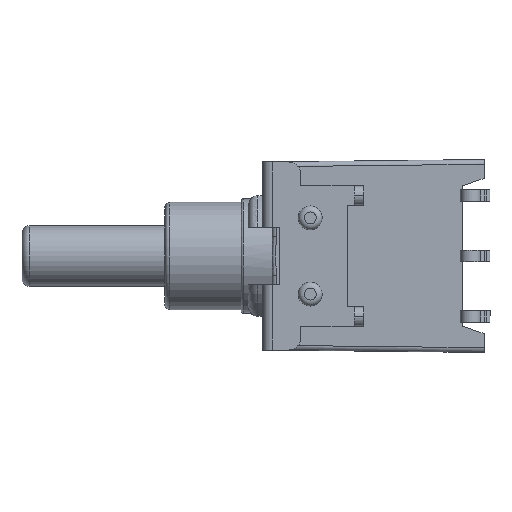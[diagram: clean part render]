
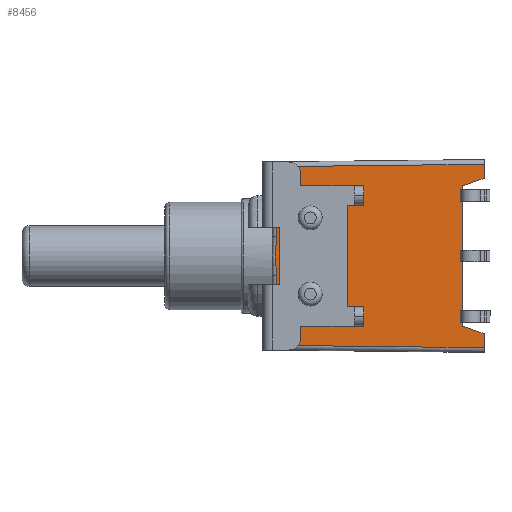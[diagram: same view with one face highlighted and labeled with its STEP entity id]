
A CAD part, front view. The second image highlights one B-rep face of the part: STEP entity #8456.
In plain terms, the highlighted face is planar.
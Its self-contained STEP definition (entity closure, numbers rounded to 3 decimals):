
#252 = EDGE_CURVE ( 'NONE', #4175, #11899, #4540, .T. ) ;
#377 = VECTOR ( 'NONE', #9410, 1000. ) ;
#417 = ORIENTED_EDGE ( 'NONE', *, *, #252, .T. ) ;
#467 = ORIENTED_EDGE ( 'NONE', *, *, #5457, .F. ) ;
#532 = VECTOR ( 'NONE', #8886, 1000. ) ;
#833 = CARTESIAN_POINT ( 'NONE',  ( 3.749, 4.543, 2.449 ) ) ;
#904 = EDGE_CURVE ( 'NONE', #4249, #8345, #10298, .T. ) ;
#944 = DIRECTION ( 'NONE',  ( -1., 0., 0. ) ) ;
#987 = CARTESIAN_POINT ( 'NONE',  ( -4.5, 4.252, 2.452 ) ) ;
#1231 = CARTESIAN_POINT ( 'NONE',  ( 0.829, 4.252, 2.452 ) ) ;
#1639 = ORIENTED_EDGE ( 'NONE', *, *, #7306, .F. ) ;
#1696 = ORIENTED_EDGE ( 'NONE', *, *, #8472, .T. ) ;
#1954 = CARTESIAN_POINT ( 'NONE',  ( -2.933, -3.499, 2.539 ) ) ;
#2082 = LINE ( 'NONE', #3189, #7659 ) ;
#2302 = ORIENTED_EDGE ( 'NONE', *, *, #12220, .T. ) ;
#2348 = CARTESIAN_POINT ( 'NONE',  ( -0.55, 4.252, 2.452 ) ) ;
#2554 = EDGE_CURVE ( 'NONE', #8128, #4249, #8204, .T. ) ;
#2804 = VECTOR ( 'NONE', #7879, 1000. ) ;
#2985 = CARTESIAN_POINT ( 'NONE',  ( -4.5, 4.45, 2.45 ) ) ;
#3040 = ORIENTED_EDGE ( 'NONE', *, *, #2554, .T. ) ;
#3078 = DIRECTION ( 'NONE',  ( -0.316, -0.949, 0.011 ) ) ;
#3149 = LINE ( 'NONE', #4501, #2804 ) ;
#3189 = CARTESIAN_POINT ( 'NONE',  ( -2.95, -3.55, 2.54 ) ) ;
#3340 = LINE ( 'NONE', #8306, #377 ) ;
#3671 = ORIENTED_EDGE ( 'NONE', *, *, #904, .T. ) ;
#3938 = CARTESIAN_POINT ( 'NONE',  ( 3.752, 4.252, 2.452 ) ) ;
#3949 = DIRECTION ( 'NONE',  ( -1., 0., 0. ) ) ;
#4175 = VERTEX_POINT ( 'NONE', #8527 ) ;
#4249 = VERTEX_POINT ( 'NONE', #4370 ) ;
#4370 = CARTESIAN_POINT ( 'NONE',  ( -0.829, 4.252, 2.452 ) ) ;
#4501 = CARTESIAN_POINT ( 'NONE',  ( 2.933, -3.499, 2.539 ) ) ;
#4540 = LINE ( 'NONE', #11666, #9763 ) ;
#4959 = EDGE_CURVE ( 'NONE', #11029, #5840, #9055, .T. ) ;
#4981 = EDGE_CURVE ( 'NONE', #4175, #5222, #3149, .T. ) ;
#5222 = VERTEX_POINT ( 'NONE', #13603 ) ;
#5345 = CARTESIAN_POINT ( 'NONE',  ( 3.85, -4.45, 2.55 ) ) ;
#5457 = EDGE_CURVE ( 'NONE', #5222, #10157, #2082, .T. ) ;
#5840 = VERTEX_POINT ( 'NONE', #8598 ) ;
#6144 = AXIS2_PLACEMENT_3D ( 'NONE', #2985, #14071, #7446 ) ;
#6315 = PLANE ( 'NONE',  #6144 ) ;
#6361 = EDGE_CURVE ( 'NONE', #14083, #8128, #9720, .T. ) ;
#6727 = VECTOR ( 'NONE', #3078, 1000. ) ;
#6749 = VECTOR ( 'NONE', #3949, 1000. ) ;
#6763 = CARTESIAN_POINT ( 'NONE',  ( 0.277, 4.318, 2.451 ) ) ;
#7010 = CARTESIAN_POINT ( 'NONE',  ( -3.85, -4.45, 2.55 ) ) ;
#7071 = LINE ( 'NONE', #1954, #6727 ) ;
#7232 = VECTOR ( 'NONE', #8627, 1000. ) ;
#7306 = EDGE_CURVE ( 'NONE', #10157, #5840, #7071, .T. ) ;
#7446 = DIRECTION ( 'NONE',  ( 0., 1., -0.011 ) ) ;
#7589 = FACE_OUTER_BOUND ( 'NONE', #9195, .T. ) ;
#7659 = VECTOR ( 'NONE', #8737, 1000. ) ;
#7715 = VECTOR ( 'NONE', #944, 1000. ) ;
#7879 = DIRECTION ( 'NONE',  ( -0.316, 0.949, -0.011 ) ) ;
#7908 = CARTESIAN_POINT ( 'NONE',  ( 0.551, 4.252, 2.452 ) ) ;
#8128 = VERTEX_POINT ( 'NONE', #13523 ) ;
#8204 = B_SPLINE_CURVE_WITH_KNOTS ( 'NONE', 3,
 ( #1231, #7908, #6763, #9004, #2348, #10119 ),
 .UNSPECIFIED., .F., .F.,
 ( 4, 2, 4 ),
 ( 0., 0.001, 0.002 ),
 .UNSPECIFIED. ) ;
#8306 = CARTESIAN_POINT ( 'NONE',  ( -3.75, 4.442, 2.45 ) ) ;
#8345 = VERTEX_POINT ( 'NONE', #11671 ) ;
#8456 = ADVANCED_FACE ( 'NONE', ( #7589 ), #6315, .F. ) ;
#8472 = EDGE_CURVE ( 'NONE', #11899, #14083, #9838, .T. ) ;
#8527 = CARTESIAN_POINT ( 'NONE',  ( 3.25, -4.45, 2.55 ) ) ;
#8598 = CARTESIAN_POINT ( 'NONE',  ( -3.25, -4.45, 2.55 ) ) ;
#8627 = DIRECTION ( 'NONE',  ( -0.011, 1., -0.011 ) ) ;
#8737 = DIRECTION ( 'NONE',  ( -1., 0., 0. ) ) ;
#8886 = DIRECTION ( 'NONE',  ( 1., 0., 0. ) ) ;
#8936 = CARTESIAN_POINT ( 'NONE',  ( -4.05, -4.45, 2.55 ) ) ;
#9004 = CARTESIAN_POINT ( 'NONE',  ( -0.275, 4.318, 2.451 ) ) ;
#9055 = LINE ( 'NONE', #8936, #532 ) ;
#9195 = EDGE_LOOP ( 'NONE', ( #3671, #2302, #9214, #1639, #467, #11452, #417, #1696, #14257, #3040 ) ) ;
#9214 = ORIENTED_EDGE ( 'NONE', *, *, #4959, .T. ) ;
#9410 = DIRECTION ( 'NONE',  ( -0.011, -1., 0.011 ) ) ;
#9720 = LINE ( 'NONE', #13872, #6749 ) ;
#9763 = VECTOR ( 'NONE', #12785, 1000. ) ;
#9838 = LINE ( 'NONE', #833, #7232 ) ;
#10119 = CARTESIAN_POINT ( 'NONE',  ( -0.829, 4.252, 2.452 ) ) ;
#10157 = VERTEX_POINT ( 'NONE', #11696 ) ;
#10298 = LINE ( 'NONE', #987, #7715 ) ;
#11029 = VERTEX_POINT ( 'NONE', #7010 ) ;
#11452 = ORIENTED_EDGE ( 'NONE', *, *, #4981, .F. ) ;
#11666 = CARTESIAN_POINT ( 'NONE',  ( -4.05, -4.45, 2.55 ) ) ;
#11671 = CARTESIAN_POINT ( 'NONE',  ( -3.752, 4.252, 2.452 ) ) ;
#11696 = CARTESIAN_POINT ( 'NONE',  ( -2.95, -3.55, 2.54 ) ) ;
#11899 = VERTEX_POINT ( 'NONE', #5345 ) ;
#12220 = EDGE_CURVE ( 'NONE', #8345, #11029, #3340, .T. ) ;
#12785 = DIRECTION ( 'NONE',  ( 1., 0., 0. ) ) ;
#13523 = CARTESIAN_POINT ( 'NONE',  ( 0.829, 4.252, 2.452 ) ) ;
#13603 = CARTESIAN_POINT ( 'NONE',  ( 2.95, -3.55, 2.54 ) ) ;
#13872 = CARTESIAN_POINT ( 'NONE',  ( -4.5, 4.252, 2.452 ) ) ;
#14071 = DIRECTION ( 'NONE',  ( 0., -0.011, -1. ) ) ;
#14083 = VERTEX_POINT ( 'NONE', #3938 ) ;
#14257 = ORIENTED_EDGE ( 'NONE', *, *, #6361, .T. ) ;
